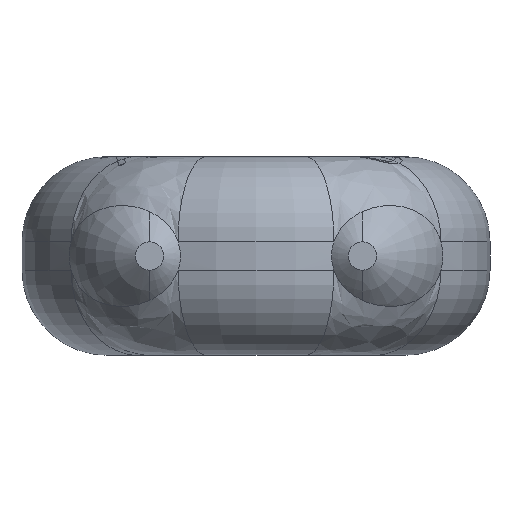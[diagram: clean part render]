
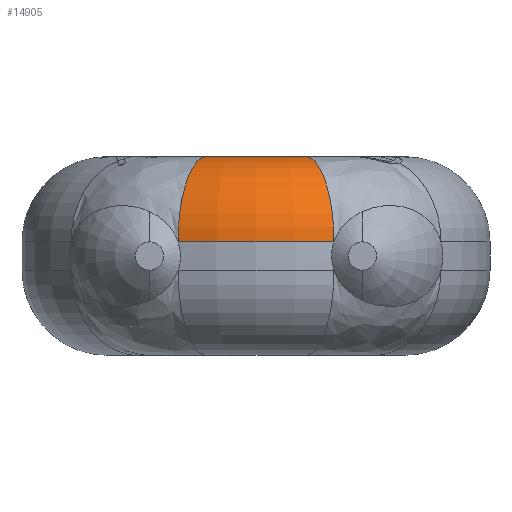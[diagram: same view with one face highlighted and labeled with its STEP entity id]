
A CAD part, front view. The second image highlights one B-rep face of the part: STEP entity #14905.
In plain terms, the highlighted toroidal (fillet/blend) face has major radius 5.25 mm and minor radius 3 mm.
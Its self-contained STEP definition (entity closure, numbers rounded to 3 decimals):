
#80 = DIRECTION ( 'NONE',  ( 0.943, 0.333, 0. ) ) ;
#189 = AXIS2_PLACEMENT_3D ( 'NONE', #8864, #10533, #2364 ) ;
#413 = CARTESIAN_POINT ( 'NONE',  ( 2.746, -7.78, 0.5 ) ) ;
#624 = VERTEX_POINT ( 'NONE', #413 ) ;
#694 = CIRCLE ( 'NONE', #8813, 8.25 ) ;
#729 = VERTEX_POINT ( 'NONE', #15207 ) ;
#1218 = CIRCLE ( 'NONE', #15199, 3. ) ;
#2093 = DIRECTION ( 'NONE',  ( 1., 0., 0. ) ) ;
#2314 = EDGE_LOOP ( 'NONE', ( #11829, #2723, #8272, #13443 ) ) ;
#2356 = VERTEX_POINT ( 'NONE', #8008 ) ;
#2364 = DIRECTION ( 'NONE',  ( 1., 0., 0. ) ) ;
#2723 = ORIENTED_EDGE ( 'NONE', *, *, #8502, .F. ) ;
#2824 = DIRECTION ( 'NONE',  ( 0.943, -0.333, 0. ) ) ;
#3434 = VERTEX_POINT ( 'NONE', #4892 ) ;
#3551 = AXIS2_PLACEMENT_3D ( 'NONE', #14562, #80, #12186 ) ;
#3602 = CARTESIAN_POINT ( 'NONE',  ( 0., 0., 0.5 ) ) ;
#4892 = CARTESIAN_POINT ( 'NONE',  ( -2.746, -7.78, 0.5 ) ) ;
#8008 = CARTESIAN_POINT ( 'NONE',  ( 1.747, -4.951, 3.5 ) ) ;
#8272 = ORIENTED_EDGE ( 'NONE', *, *, #15037, .F. ) ;
#8502 = EDGE_CURVE ( 'NONE', #624, #3434, #694, .T. ) ;
#8813 = AXIS2_PLACEMENT_3D ( 'NONE', #3602, #14470, #12993 ) ;
#8864 = CARTESIAN_POINT ( 'NONE',  ( 0., 0., 0.5 ) ) ;
#9094 = DIRECTION ( 'NONE',  ( 0., 0., 1. ) ) ;
#9146 = TOROIDAL_SURFACE ( 'NONE', #189, 5.25, 3. ) ;
#9577 = CARTESIAN_POINT ( 'NONE',  ( -1.747, -4.951, 0.5 ) ) ;
#9983 = CIRCLE ( 'NONE', #3551, 3. ) ;
#10533 = DIRECTION ( 'NONE',  ( 0., 0., 1. ) ) ;
#11829 = ORIENTED_EDGE ( 'NONE', *, *, #16985, .T. ) ;
#12186 = DIRECTION ( 'NONE',  ( -0.333, 0.943, 0. ) ) ;
#12993 = DIRECTION ( 'NONE',  ( 1., 0., 0. ) ) ;
#13177 = FACE_OUTER_BOUND ( 'NONE', #2314, .T. ) ;
#13443 = ORIENTED_EDGE ( 'NONE', *, *, #15364, .F. ) ;
#13622 = DIRECTION ( 'NONE',  ( 0.333, 0.943, 0. ) ) ;
#14116 = CARTESIAN_POINT ( 'NONE',  ( 0., 0., 3.5 ) ) ;
#14470 = DIRECTION ( 'NONE',  ( 0., 0., -1. ) ) ;
#14562 = CARTESIAN_POINT ( 'NONE',  ( 1.747, -4.951, 0.5 ) ) ;
#14660 = CIRCLE ( 'NONE', #15508, 5.25 ) ;
#14905 = ADVANCED_FACE ( 'NONE', ( #13177 ), #9146, .T. ) ;
#15037 = EDGE_CURVE ( 'NONE', #2356, #624, #9983, .T. ) ;
#15199 = AXIS2_PLACEMENT_3D ( 'NONE', #9577, #2824, #13622 ) ;
#15207 = CARTESIAN_POINT ( 'NONE',  ( -1.747, -4.951, 3.5 ) ) ;
#15364 = EDGE_CURVE ( 'NONE', #729, #2356, #14660, .T. ) ;
#15508 = AXIS2_PLACEMENT_3D ( 'NONE', #14116, #9094, #2093 ) ;
#16985 = EDGE_CURVE ( 'NONE', #729, #3434, #1218, .T. ) ;
